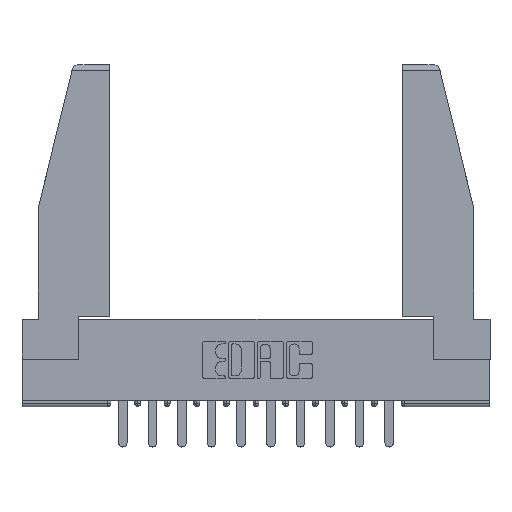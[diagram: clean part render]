
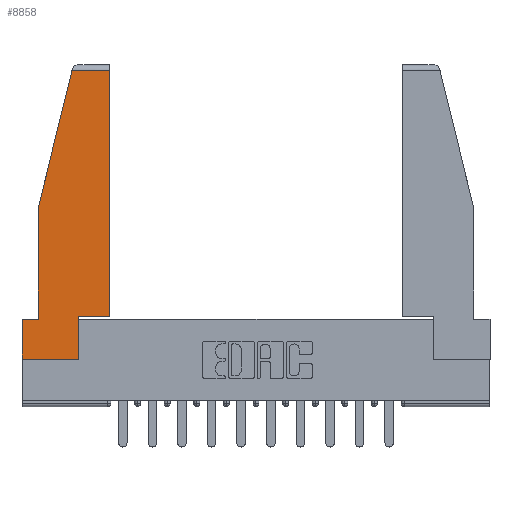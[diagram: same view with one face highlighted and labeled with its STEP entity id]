
A CAD part, top view. The second image highlights one B-rep face of the part: STEP entity #8858.
In plain terms, the highlighted planar face has unit normal (0, 0, 1).
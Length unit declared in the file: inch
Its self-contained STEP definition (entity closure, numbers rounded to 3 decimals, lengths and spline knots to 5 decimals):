
#45 = VERTEX_POINT ( 'NONE', #2272 ) ;
#199 = LINE ( 'NONE', #4384, #3314 ) ;
#510 = CARTESIAN_POINT ( 'NONE',  ( 0.461, 0.223, 0. ) ) ;
#735 = VECTOR ( 'NONE', #7413, 39.37008 ) ;
#812 = VECTOR ( 'NONE', #3233, 39.37008 ) ;
#1306 = CARTESIAN_POINT ( 'NONE',  ( 0., 0.21, 0. ) ) ;
#1401 = EDGE_CURVE ( 'NONE', #2431, #3610, #12060, .T. ) ;
#1428 = DIRECTION ( 'NONE',  ( 0., -1., 0. ) ) ;
#1749 = LINE ( 'NONE', #11428, #735 ) ;
#1877 = VECTOR ( 'NONE', #12862, 39.37008 ) ;
#2113 = CARTESIAN_POINT ( 'NONE',  ( 0.461, 0.223, 0. ) ) ;
#2179 = VECTOR ( 'NONE', #12522, 39.37008 ) ;
#2272 = CARTESIAN_POINT ( 'NONE',  ( 0.086, 0.21, 0. ) ) ;
#2431 = VERTEX_POINT ( 'NONE', #3013 ) ;
#2656 = VECTOR ( 'NONE', #1428, 39.37008 ) ;
#2832 = ORIENTED_EDGE ( 'NONE', *, *, #11997, .T. ) ;
#2925 = ORIENTED_EDGE ( 'NONE', *, *, #15454, .T. ) ;
#3013 = CARTESIAN_POINT ( 'NONE',  ( 0.2636, 1.52, 0. ) ) ;
#3037 = DIRECTION ( 'NONE',  ( 0., 0., 1. ) ) ;
#3062 = CARTESIAN_POINT ( 'NONE',  ( 0., 0., 0. ) ) ;
#3233 = DIRECTION ( 'NONE',  ( 0., 1., 0. ) ) ;
#3309 = EDGE_CURVE ( 'NONE', #8813, #10515, #10573, .T. ) ;
#3314 = VECTOR ( 'NONE', #16187, 39.37008 ) ;
#3610 = VERTEX_POINT ( 'NONE', #9081 ) ;
#3634 = VECTOR ( 'NONE', #5686, 39.37008 ) ;
#3667 = ORIENTED_EDGE ( 'NONE', *, *, #14858, .T. ) ;
#3844 = CARTESIAN_POINT ( 'NONE',  ( 0.297, 0.223, 0. ) ) ;
#4384 = CARTESIAN_POINT ( 'NONE',  ( 0.086, 0.8, 0. ) ) ;
#5665 = LINE ( 'NONE', #11343, #2179 ) ;
#5686 = DIRECTION ( 'NONE',  ( 1., 0., 0. ) ) ;
#5782 = CARTESIAN_POINT ( 'NONE',  ( 0.461, 1.52, 0. ) ) ;
#5841 = ORIENTED_EDGE ( 'NONE', *, *, #10963, .T. ) ;
#6333 = LINE ( 'NONE', #10348, #9554 ) ;
#6518 = EDGE_CURVE ( 'NONE', #7658, #8813, #11055, .T. ) ;
#6948 = DIRECTION ( 'NONE',  ( -0.239, -0.971, 0. ) ) ;
#7377 = VERTEX_POINT ( 'NONE', #5782 ) ;
#7413 = DIRECTION ( 'NONE',  ( 1., 0., 0. ) ) ;
#7514 = ORIENTED_EDGE ( 'NONE', *, *, #12100, .T. ) ;
#7658 = VERTEX_POINT ( 'NONE', #12513 ) ;
#7711 = CARTESIAN_POINT ( 'NONE',  ( 0.297, 0., 0. ) ) ;
#7726 = VERTEX_POINT ( 'NONE', #2113 ) ;
#8076 = FACE_OUTER_BOUND ( 'NONE', #12472, .T. ) ;
#8104 = PLANE ( 'NONE',  #16985 ) ;
#8813 = VERTEX_POINT ( 'NONE', #11957 ) ;
#8858 = ADVANCED_FACE ( 'NONE', ( #8076 ), #8104, .T. ) ;
#9081 = CARTESIAN_POINT ( 'NONE',  ( 0.086, 0.8, 0. ) ) ;
#9091 = ORIENTED_EDGE ( 'NONE', *, *, #6518, .T. ) ;
#9554 = VECTOR ( 'NONE', #11518, 39.37008 ) ;
#10016 = ORIENTED_EDGE ( 'NONE', *, *, #11847, .T. ) ;
#10348 = CARTESIAN_POINT ( 'NONE',  ( 0., 1.52, 0. ) ) ;
#10515 = VERTEX_POINT ( 'NONE', #7711 ) ;
#10573 = LINE ( 'NONE', #3062, #3634 ) ;
#10963 = EDGE_CURVE ( 'NONE', #10515, #16276, #16282, .T. ) ;
#10976 = CARTESIAN_POINT ( 'NONE',  ( 0., 0., 0. ) ) ;
#11055 = LINE ( 'NONE', #1306, #2656 ) ;
#11343 = CARTESIAN_POINT ( 'NONE',  ( 0., 0.21, 0. ) ) ;
#11428 = CARTESIAN_POINT ( 'NONE',  ( 0.297, 0.223, 0. ) ) ;
#11518 = DIRECTION ( 'NONE',  ( -1., 0., 0. ) ) ;
#11847 = EDGE_CURVE ( 'NONE', #7726, #7377, #13769, .T. ) ;
#11915 = ORIENTED_EDGE ( 'NONE', *, *, #3309, .T. ) ;
#11957 = CARTESIAN_POINT ( 'NONE',  ( 0., 0., 0. ) ) ;
#11997 = EDGE_CURVE ( 'NONE', #7377, #2431, #6333, .T. ) ;
#12060 = LINE ( 'NONE', #15994, #12509 ) ;
#12100 = EDGE_CURVE ( 'NONE', #3610, #45, #199, .T. ) ;
#12472 = EDGE_LOOP ( 'NONE', ( #10016, #2832, #15459, #7514, #2925, #9091, #11915, #5841, #3667 ) ) ;
#12509 = VECTOR ( 'NONE', #6948, 39.37008 ) ;
#12513 = CARTESIAN_POINT ( 'NONE',  ( 0., 0.21, 0. ) ) ;
#12522 = DIRECTION ( 'NONE',  ( -1., 0., 0. ) ) ;
#12862 = DIRECTION ( 'NONE',  ( 0., 1., 0. ) ) ;
#13769 = LINE ( 'NONE', #510, #812 ) ;
#14145 = CARTESIAN_POINT ( 'NONE',  ( 0.297, 0., 0. ) ) ;
#14858 = EDGE_CURVE ( 'NONE', #16276, #7726, #1749, .T. ) ;
#15454 = EDGE_CURVE ( 'NONE', #45, #7658, #5665, .T. ) ;
#15459 = ORIENTED_EDGE ( 'NONE', *, *, #1401, .T. ) ;
#15994 = CARTESIAN_POINT ( 'NONE',  ( 0.271, 1.55, 0. ) ) ;
#16071 = DIRECTION ( 'NONE',  ( 1., 0., 0. ) ) ;
#16187 = DIRECTION ( 'NONE',  ( 0., -1., 0. ) ) ;
#16276 = VERTEX_POINT ( 'NONE', #3844 ) ;
#16282 = LINE ( 'NONE', #14145, #1877 ) ;
#16985 = AXIS2_PLACEMENT_3D ( 'NONE', #10976, #3037, #16071 ) ;
